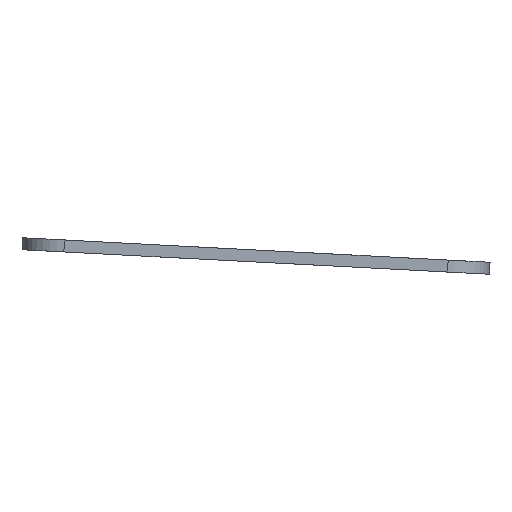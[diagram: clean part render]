
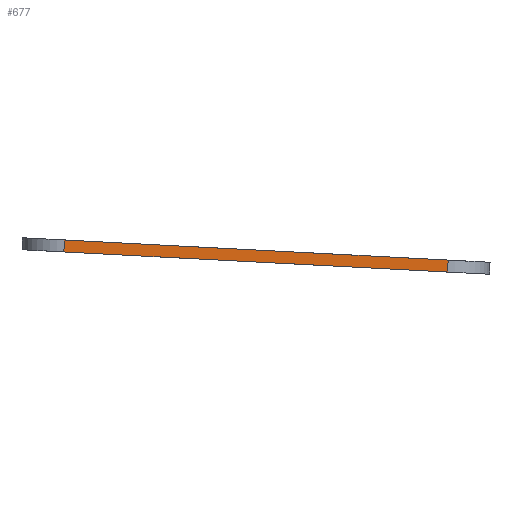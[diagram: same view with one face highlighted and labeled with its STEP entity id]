
A CAD part, left-side view. The second image highlights one B-rep face of the part: STEP entity #677.
In plain terms, the highlighted planar face has unit normal (-1, 0, 0).
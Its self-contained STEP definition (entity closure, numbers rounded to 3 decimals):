
#46=PLANE('',#760);
#77=FACE_OUTER_BOUND('',#123,.T.);
#123=EDGE_LOOP('',(#565,#566,#567,#568));
#178=LINE('',#1105,#233);
#185=LINE('',#1124,#240);
#187=LINE('',#1128,#242);
#188=LINE('',#1129,#243);
#233=VECTOR('',#914,10.);
#240=VECTOR('',#929,10.);
#242=VECTOR('',#933,10.);
#243=VECTOR('',#934,10.);
#340=VERTEX_POINT('',#1102);
#341=VERTEX_POINT('',#1104);
#349=VERTEX_POINT('',#1122);
#350=VERTEX_POINT('',#1127);
#421=EDGE_CURVE('',#341,#340,#178,.T.);
#431=EDGE_CURVE('',#349,#340,#185,.T.);
#433=EDGE_CURVE('',#350,#349,#187,.T.);
#434=EDGE_CURVE('',#341,#350,#188,.T.);
#565=ORIENTED_EDGE('',*,*,#431,.F.);
#566=ORIENTED_EDGE('',*,*,#433,.F.);
#567=ORIENTED_EDGE('',*,*,#434,.F.);
#568=ORIENTED_EDGE('',*,*,#421,.T.);
#677=ADVANCED_FACE('',(#77),#46,.T.);
#760=AXIS2_PLACEMENT_3D('',#1126,#931,#932);
#914=DIRECTION('',(0.,0.999,0.052));
#929=DIRECTION('',(0.,-0.052,0.999));
#931=DIRECTION('center_axis',(-1.,0.,0.));
#932=DIRECTION('ref_axis',(0.,0.999,0.052));
#933=DIRECTION('',(0.,0.999,0.052));
#934=DIRECTION('',(0.,0.052,-0.999));
#1102=CARTESIAN_POINT('',(-163.409,46.786,17.46));
#1104=CARTESIAN_POINT('',(-163.409,-49.382,12.42));
#1105=CARTESIAN_POINT('',(-163.409,-30.333,13.418));
#1122=CARTESIAN_POINT('',(-163.409,46.943,14.464));
#1124=CARTESIAN_POINT('',(-163.409,46.781,17.56));
#1126=CARTESIAN_POINT('Origin',(-163.409,-59.373,11.996));
#1127=CARTESIAN_POINT('',(-163.409,-49.225,9.424));
#1128=CARTESIAN_POINT('',(-163.409,-30.176,10.422));
#1129=CARTESIAN_POINT('',(-163.409,-49.387,12.52));
